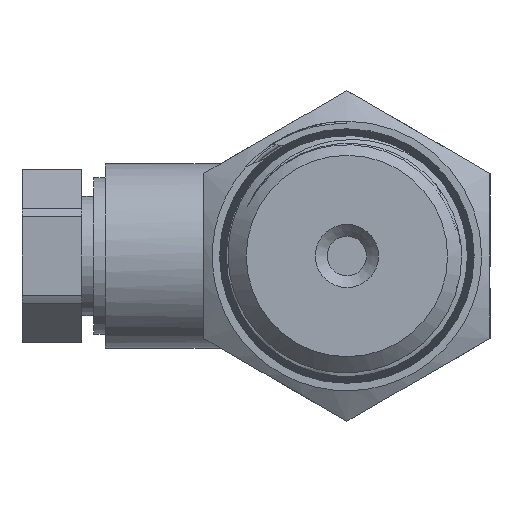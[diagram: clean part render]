
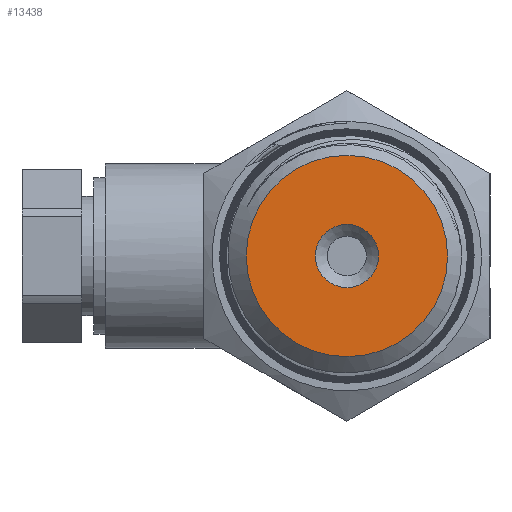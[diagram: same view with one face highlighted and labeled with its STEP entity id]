
A CAD part, left-side view. The second image highlights one B-rep face of the part: STEP entity #13438.
In plain terms, the highlighted planar face has unit normal (-1, 0, 0).
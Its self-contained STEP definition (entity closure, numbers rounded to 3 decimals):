
#118=FACE_BOUND('',#2068,.T.);
#246=PLANE('',#14114);
#1282=FACE_OUTER_BOUND('',#2067,.T.);
#2067=EDGE_LOOP('',(#10960));
#2068=EDGE_LOOP('',(#10961));
#2588=CIRCLE('',#14108,8.445);
#2590=CIRCLE('',#14113,2.65);
#6169=VERTEX_POINT('',#36813);
#6171=VERTEX_POINT('',#36822);
#7884=EDGE_CURVE('',#6169,#6169,#2588,.T.);
#7888=EDGE_CURVE('',#6171,#6171,#2590,.T.);
#10960=ORIENTED_EDGE('',*,*,#7884,.F.);
#10961=ORIENTED_EDGE('',*,*,#7888,.T.);
#13438=ADVANCED_FACE('',(#1282,#118),#246,.T.);
#14108=AXIS2_PLACEMENT_3D('',#36815,#15491,#15492);
#14113=AXIS2_PLACEMENT_3D('',#36824,#15503,#15504);
#14114=AXIS2_PLACEMENT_3D('',#36825,#15505,#15506);
#15491=DIRECTION('center_axis',(1.,0.,0.));
#15492=DIRECTION('ref_axis',(0.,0.,-1.));
#15503=DIRECTION('center_axis',(1.,0.,0.));
#15504=DIRECTION('ref_axis',(0.,0.,-1.));
#15505=DIRECTION('center_axis',(-1.,0.,0.));
#15506=DIRECTION('ref_axis',(0.,0.,1.));
#36813=CARTESIAN_POINT('',(0.,-8.445,0.));
#36815=CARTESIAN_POINT('Origin',(0.,0.,0.));
#36822=CARTESIAN_POINT('',(0.,-2.65,0.));
#36824=CARTESIAN_POINT('Origin',(0.,0.,0.));
#36825=CARTESIAN_POINT('Origin',(0.,8.445,0.));
